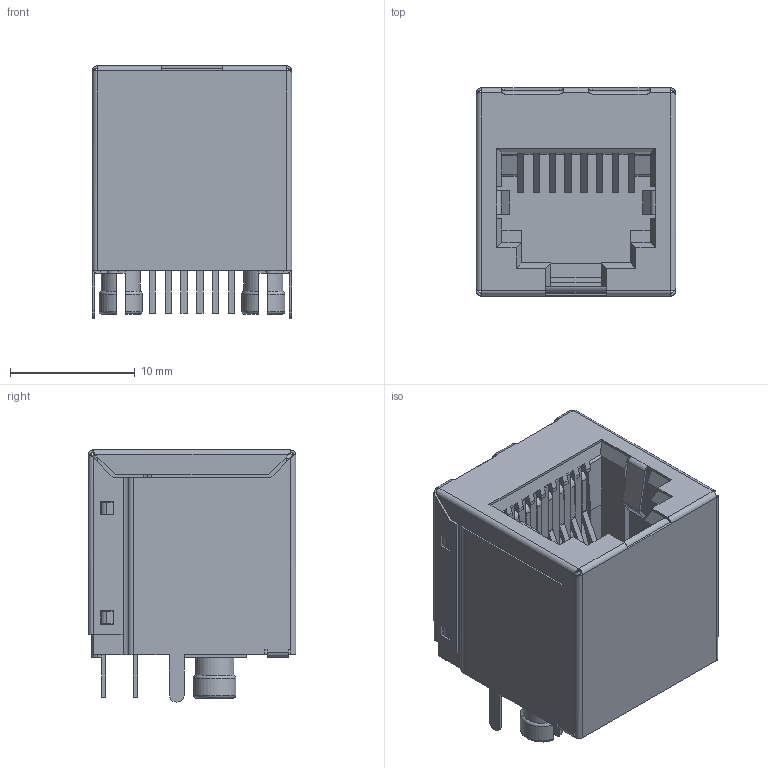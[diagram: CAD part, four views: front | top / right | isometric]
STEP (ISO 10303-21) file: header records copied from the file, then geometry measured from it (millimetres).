
FILE_DESCRIPTION(/* description */ ('Unknown'),/* implementation_level */ '2;1');
FILE_NAME(/* name */ 'J_Wurth_WR-MJ_615008140421',/* time_stamp */ '2025-07-07T09:45:35+08:00',/* author */ ('Unknown'),/* organization */ ('Unknown'),/* preprocessor_version */ 'ST-DEVELOPER v19.4',/* originating_system */ 'Solid Edge',/* authorisation */ 'Unknown');
FILE_SCHEMA (('AUTOMOTIVE_DESIGN {1 0 10303 214 3 1 1}'));
Length unit declared in the file: millimetre
Products named in the file (2): J_Wurth_WR-MJ_615008140421
Assembly tree (1 placements, depth 2):
  J_Wurth_WR-MJ_615008140421
    J_Wurth_WR-MJ_615008140421
Bounding box: 16 x 16.65 x 20.2 mm (x, y, z)
Volume: 2531.7 mm3; surface area: 6626.6 mm2
Topology: 11 solids, 11 shells, 916 faces, 2523 edges, 1621 vertices
Faces by surface type: plane 701, cylinder 189, bspline 12, torus 10, sphere 4
Full cylindrical faces by diameter (mm): 0.9 x2
Entity records: 30188 total; most frequent: CARTESIAN_POINT 5332, ORIENTED_EDGE 5036, DIRECTION 4670, EDGE_CURVE 2518, LINE 2090, VECTOR 2090, VERTEX_POINT 1620, AXIS2_PLACEMENT_3D 1290
